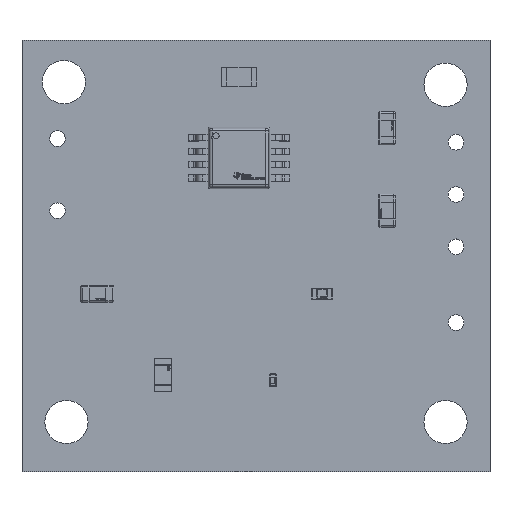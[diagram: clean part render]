
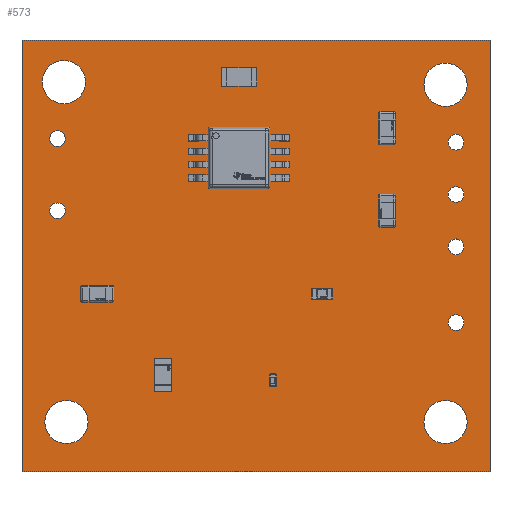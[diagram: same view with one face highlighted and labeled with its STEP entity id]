
A CAD part, top view. The second image highlights one B-rep face of the part: STEP entity #573.
In plain terms, the highlighted planar face has unit normal (0, 0, 1).
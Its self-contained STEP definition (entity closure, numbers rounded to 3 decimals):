
#84 = VERTEX_POINT('',#85);
#85 = CARTESIAN_POINT('',(49.276,52.324,0.411));
#91 = EDGE_CURVE('',#84,#92,#94,.T.);
#92 = VERTEX_POINT('',#93);
#93 = CARTESIAN_POINT('',(49.276,73.279,0.411));
#94 = LINE('',#95,#96);
#95 = CARTESIAN_POINT('',(49.276,52.324,0.411));
#96 = VECTOR('',#97,1.);
#97 = DIRECTION('',(0.,1.,0.));
#122 = EDGE_CURVE('',#92,#123,#125,.T.);
#123 = VERTEX_POINT('',#124);
#124 = CARTESIAN_POINT('',(72.009,73.279,0.411));
#125 = LINE('',#126,#127);
#126 = CARTESIAN_POINT('',(49.276,73.279,0.411));
#127 = VECTOR('',#128,1.);
#128 = DIRECTION('',(1.,0.,0.));
#153 = EDGE_CURVE('',#123,#154,#156,.T.);
#154 = VERTEX_POINT('',#155);
#155 = CARTESIAN_POINT('',(72.009,52.324,0.411));
#156 = LINE('',#157,#158);
#157 = CARTESIAN_POINT('',(72.009,73.279,0.411));
#158 = VECTOR('',#159,1.);
#159 = DIRECTION('',(0.,-1.,0.));
#184 = EDGE_CURVE('',#154,#84,#185,.T.);
#185 = LINE('',#186,#187);
#186 = CARTESIAN_POINT('',(72.009,52.324,0.411));
#187 = VECTOR('',#188,1.);
#188 = DIRECTION('',(-1.,0.,0.));
#208 = VERTEX_POINT('',#209);
#209 = CARTESIAN_POINT('',(51.381,65.,0.411));
#215 = EDGE_CURVE('',#208,#208,#216,.T.);
#216 = CIRCLE('',#217,0.381);
#217 = AXIS2_PLACEMENT_3D('',#218,#219,#220);
#218 = CARTESIAN_POINT('',(51.,65.,0.411));
#219 = DIRECTION('',(0.,0.,1.));
#220 = DIRECTION('',(1.,0.,-0.));
#241 = VERTEX_POINT('',#242);
#242 = CARTESIAN_POINT('',(52.485,54.737,0.411));
#248 = EDGE_CURVE('',#241,#241,#249,.T.);
#249 = CIRCLE('',#250,1.05);
#250 = AXIS2_PLACEMENT_3D('',#251,#252,#253);
#251 = CARTESIAN_POINT('',(51.435,54.737,0.411));
#252 = DIRECTION('',(0.,0.,1.));
#253 = DIRECTION('',(1.,0.,-0.));
#274 = VERTEX_POINT('',#275);
#275 = CARTESIAN_POINT('',(51.381,68.5,0.411));
#281 = EDGE_CURVE('',#274,#274,#282,.T.);
#282 = CIRCLE('',#283,0.381);
#283 = AXIS2_PLACEMENT_3D('',#284,#285,#286);
#284 = CARTESIAN_POINT('',(51.,68.5,0.411));
#285 = DIRECTION('',(0.,0.,1.));
#286 = DIRECTION('',(1.,0.,-0.));
#307 = VERTEX_POINT('',#308);
#308 = CARTESIAN_POINT('',(70.9,71.12,0.411));
#314 = EDGE_CURVE('',#307,#307,#315,.T.);
#315 = CIRCLE('',#316,1.05);
#316 = AXIS2_PLACEMENT_3D('',#317,#318,#319);
#317 = CARTESIAN_POINT('',(69.85,71.12,0.411));
#318 = DIRECTION('',(0.,0.,1.));
#319 = DIRECTION('',(1.,0.,-0.));
#340 = VERTEX_POINT('',#341);
#341 = CARTESIAN_POINT('',(52.358,71.247,0.411));
#347 = EDGE_CURVE('',#340,#340,#348,.T.);
#348 = CIRCLE('',#349,1.05);
#349 = AXIS2_PLACEMENT_3D('',#350,#351,#352);
#350 = CARTESIAN_POINT('',(51.308,71.247,0.411));
#351 = DIRECTION('',(0.,0.,1.));
#352 = DIRECTION('',(1.,0.,-0.));
#373 = VERTEX_POINT('',#374);
#374 = CARTESIAN_POINT('',(70.739,59.563,0.411));
#380 = EDGE_CURVE('',#373,#373,#381,.T.);
#381 = CIRCLE('',#382,0.381);
#382 = AXIS2_PLACEMENT_3D('',#383,#384,#385);
#383 = CARTESIAN_POINT('',(70.358,59.563,0.411));
#384 = DIRECTION('',(0.,0.,1.));
#385 = DIRECTION('',(1.,0.,-0.));
#406 = VERTEX_POINT('',#407);
#407 = CARTESIAN_POINT('',(70.9,54.737,0.411));
#413 = EDGE_CURVE('',#406,#406,#414,.T.);
#414 = CIRCLE('',#415,1.05);
#415 = AXIS2_PLACEMENT_3D('',#416,#417,#418);
#416 = CARTESIAN_POINT('',(69.85,54.737,0.411));
#417 = DIRECTION('',(0.,0.,1.));
#418 = DIRECTION('',(1.,0.,-0.));
#439 = VERTEX_POINT('',#440);
#440 = CARTESIAN_POINT('',(70.739,68.326,0.411));
#446 = EDGE_CURVE('',#439,#439,#447,.T.);
#447 = CIRCLE('',#448,0.381);
#448 = AXIS2_PLACEMENT_3D('',#449,#450,#451);
#449 = CARTESIAN_POINT('',(70.358,68.326,0.411));
#450 = DIRECTION('',(0.,0.,1.));
#451 = DIRECTION('',(1.,0.,-0.));
#472 = VERTEX_POINT('',#473);
#473 = CARTESIAN_POINT('',(70.739,63.246,0.411));
#479 = EDGE_CURVE('',#472,#472,#480,.T.);
#480 = CIRCLE('',#481,0.381);
#481 = AXIS2_PLACEMENT_3D('',#482,#483,#484);
#482 = CARTESIAN_POINT('',(70.358,63.246,0.411));
#483 = DIRECTION('',(0.,0.,1.));
#484 = DIRECTION('',(1.,0.,-0.));
#505 = VERTEX_POINT('',#506);
#506 = CARTESIAN_POINT('',(70.739,65.786,0.411));
#512 = EDGE_CURVE('',#505,#505,#513,.T.);
#513 = CIRCLE('',#514,0.381);
#514 = AXIS2_PLACEMENT_3D('',#515,#516,#517);
#515 = CARTESIAN_POINT('',(70.358,65.786,0.411));
#516 = DIRECTION('',(0.,0.,1.));
#517 = DIRECTION('',(1.,0.,-0.));
#573 = ADVANCED_FACE('',(#574,#580,#583,#586,#589,#592,#595,#598,#601,
    #604,#607),#610,.F.);
#574 = FACE_BOUND('',#575,.F.);
#575 = EDGE_LOOP('',(#576,#577,#578,#579));
#576 = ORIENTED_EDGE('',*,*,#91,.T.);
#577 = ORIENTED_EDGE('',*,*,#122,.T.);
#578 = ORIENTED_EDGE('',*,*,#153,.T.);
#579 = ORIENTED_EDGE('',*,*,#184,.T.);
#580 = FACE_BOUND('',#581,.F.);
#581 = EDGE_LOOP('',(#582));
#582 = ORIENTED_EDGE('',*,*,#215,.T.);
#583 = FACE_BOUND('',#584,.F.);
#584 = EDGE_LOOP('',(#585));
#585 = ORIENTED_EDGE('',*,*,#248,.T.);
#586 = FACE_BOUND('',#587,.F.);
#587 = EDGE_LOOP('',(#588));
#588 = ORIENTED_EDGE('',*,*,#281,.T.);
#589 = FACE_BOUND('',#590,.F.);
#590 = EDGE_LOOP('',(#591));
#591 = ORIENTED_EDGE('',*,*,#314,.T.);
#592 = FACE_BOUND('',#593,.F.);
#593 = EDGE_LOOP('',(#594));
#594 = ORIENTED_EDGE('',*,*,#347,.T.);
#595 = FACE_BOUND('',#596,.F.);
#596 = EDGE_LOOP('',(#597));
#597 = ORIENTED_EDGE('',*,*,#380,.T.);
#598 = FACE_BOUND('',#599,.F.);
#599 = EDGE_LOOP('',(#600));
#600 = ORIENTED_EDGE('',*,*,#413,.T.);
#601 = FACE_BOUND('',#602,.F.);
#602 = EDGE_LOOP('',(#603));
#603 = ORIENTED_EDGE('',*,*,#446,.T.);
#604 = FACE_BOUND('',#605,.F.);
#605 = EDGE_LOOP('',(#606));
#606 = ORIENTED_EDGE('',*,*,#479,.T.);
#607 = FACE_BOUND('',#608,.F.);
#608 = EDGE_LOOP('',(#609));
#609 = ORIENTED_EDGE('',*,*,#512,.T.);
#610 = PLANE('',#611);
#611 = AXIS2_PLACEMENT_3D('',#612,#613,#614);
#612 = CARTESIAN_POINT('',(60.643,62.802,0.411));
#613 = DIRECTION('',(-0.,-0.,-1.));
#614 = DIRECTION('',(-1.,0.,0.));
